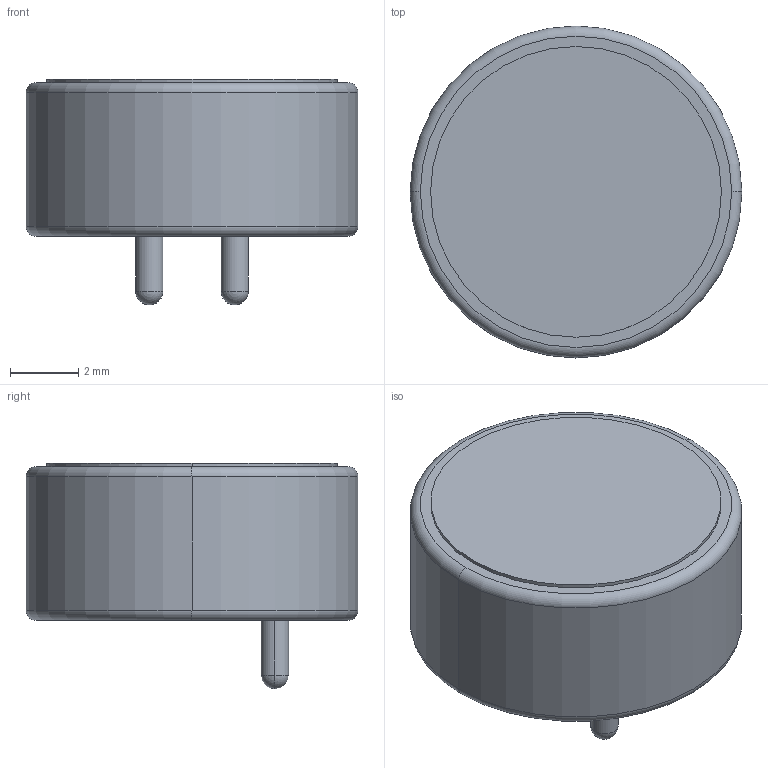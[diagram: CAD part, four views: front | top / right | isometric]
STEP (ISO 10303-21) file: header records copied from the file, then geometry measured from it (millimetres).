
FILE_DESCRIPTION (( 'STEP AP214' ), '1' );
FILE_NAME ('INGHAi-GMI9745P-44DB.STEP', '2021-11-19T12:46:29', ( '' ), ( '' ), 'SwSTEP 2.0', 'SolidWorks 2020', '' );
FILE_SCHEMA (( 'AUTOMOTIVE_DESIGN' ));
Length unit declared in the file: millimetre
Products named in the file (1): INGHAi-GMI9745P-44DB
Bounding box: 9.7 x 9.7 x 6.6 mm (x, y, z)
Volume: 333.4 mm3; surface area: 292 mm2
Topology: 1 solids, 1 shells, 28 faces, 62 edges, 38 vertices
Faces by surface type: cylinder 14, plane 6, sphere 4, torus 4
Entity records: 1072 total; most frequent: DIRECTION 152, CARTESIAN_POINT 117, ORIENTED_EDGE 108, AXIS2_PLACEMENT_3D 69, EDGE_CURVE 54, CIRCLE 40, EDGE_LOOP 34, VERTEX_POINT 34
